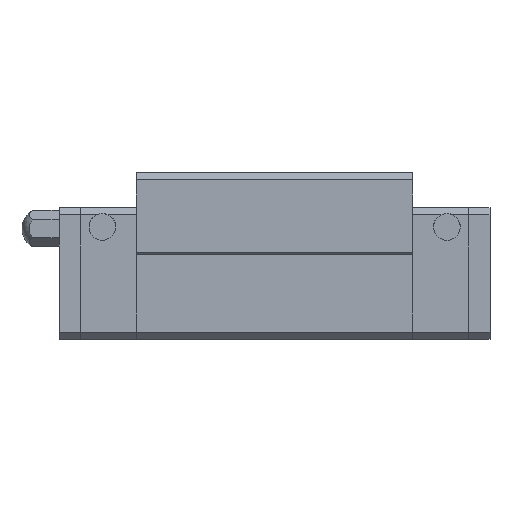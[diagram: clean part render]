
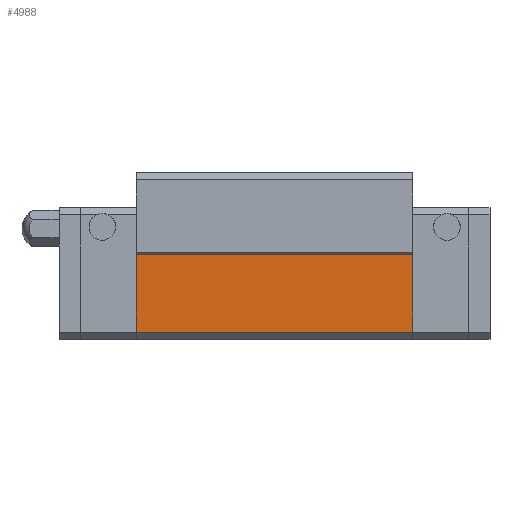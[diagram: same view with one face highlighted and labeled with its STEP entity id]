
A CAD part, front view. The second image highlights one B-rep face of the part: STEP entity #4988.
In plain terms, the highlighted planar face has unit normal (0, -1, 0).
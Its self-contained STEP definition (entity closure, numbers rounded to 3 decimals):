
#4214=CARTESIAN_POINT('POINT262',(11.,-16.7,
   1.));
#4215=VERTEX_POINT('VERTEX262',#4214);
#4222=CARTESIAN_POINT('POINT263',(11.,-16.7,
   12.05));
#4223=VERTEX_POINT('VERTEX263',#4222);
#4224=CARTESIAN_POINT('POS470',(11.,-16.7,
   12.05));
#4225=DIRECTION('DIR658',(0.,0.,-1.));
#4226=VECTOR('VEC282',#4225,1.);
#4227=LINE('STRAIGHT282',#4224,#4226);
#4228=EDGE_CURVE('EDGE395',#4223,#4215,#4227,.T.);
#4941=CARTESIAN_POINT('POINT339',(50.4,-16.7,
   1.));
#4942=VERTEX_POINT('VERTEX339',#4941);
#4949=CARTESIAN_POINT('POS554',(11.,-16.7,
   1.));
#4950=DIRECTION('DIR761',(1.,0.,0.));
#4951=VECTOR('VEC347',#4950,1.);
#4952=LINE('STRAIGHT347',#4949,#4951);
#4953=EDGE_CURVE('EDGE480',#4215,#4942,#4952,.T.);
#4965=CARTESIAN_POINT('POINT340',(50.4,-16.7,
   12.05));
#4966=VERTEX_POINT('VERTEX340',#4965);
#4967=CARTESIAN_POINT('POS556',(50.4,-16.7,
   12.05));
#4968=DIRECTION('DIR764',(0.,0.,1.));
#4969=VECTOR('VEC348',#4968,1.);
#4970=LINE('STRAIGHT348',#4967,#4969);
#4971=EDGE_CURVE('EDGE481',#4942,#4966,#4970,.T.);
#4972=ORIENTED_EDGE('COEDGE873',*,*,#4971,.T.);
#4973=CARTESIAN_POINT('POS557',(11.,-16.7,
   12.05));
#4974=DIRECTION('DIR765',(1.,0.,0.));
#4975=VECTOR('VEC349',#4974,1.);
#4976=LINE('STRAIGHT349',#4973,#4975);
#4977=EDGE_CURVE('EDGE482',#4223,#4966,#4976,.T.);
#4978=ORIENTED_EDGE('COEDGE874',*,*,#4977,.F.);
#4979=ORIENTED_EDGE('COEDGE875',*,*,#4228,.T.);
#4980=ORIENTED_EDGE('COEDGE876',*,*,#4953,.T.);
#4981=EDGE_LOOP('NONE',(#4972,#4978,#4979,#4980));
#4982=FACE_BOUND('LOOP1',#4981,.T.);
#4983=CARTESIAN_POINT('POS558',(11.,-16.7,
   1.));
#4984=DIRECTION('DIR766',(0.,-1.,0.));
#4985=DIRECTION('DIR767',(1.,0.,0.));
#4986=AXIS2_PLACEMENT_3D('AXIS209',#4983,#4984,#4985);
#4987=PLANE('PLANE92',#4986);
#4988=ADVANCED_FACE('FACE159',(#4982),#4987,.T.);
